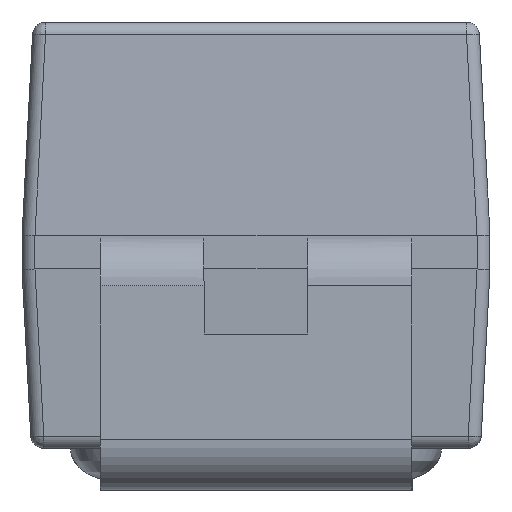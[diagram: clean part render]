
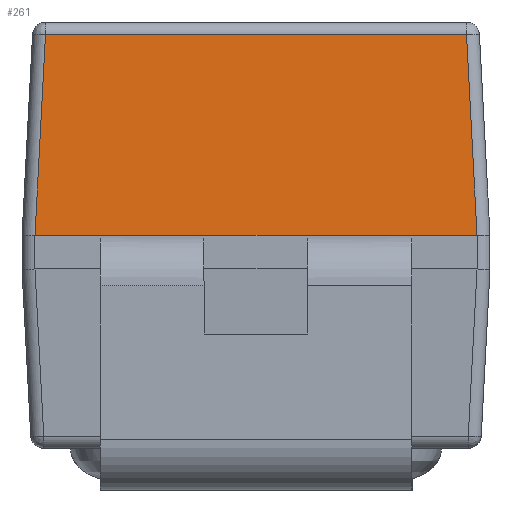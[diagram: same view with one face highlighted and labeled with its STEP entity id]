
A CAD part, left-side view. The second image highlights one B-rep face of the part: STEP entity #261.
In plain terms, the highlighted planar face has unit normal (-0.999, 0, 0.052).
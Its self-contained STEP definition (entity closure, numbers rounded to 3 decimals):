
#261=ADVANCED_FACE('',(#1117),#1119,.T.);
#1117=FACE_BOUND('',#1118,.T.);
#1118=EDGE_LOOP('',(#1877,#1878,#1879,#1880));
#1119=PLANE('',#1120);
#1120=AXIS2_PLACEMENT_3D('',#1121,#1122,#1123);
#1121=CARTESIAN_POINT('',(-1.57,0.9,0.98));
#1122=DIRECTION('',(-0.999,0.,0.052));
#1123=DIRECTION('',(0.,-1.,0.));
#1877=ORIENTED_EDGE('',*,*,#2296,.F.);
#1878=ORIENTED_EDGE('',*,*,#2303,.F.);
#1879=ORIENTED_EDGE('',*,*,#2304,.F.);
#1880=ORIENTED_EDGE('',*,*,#2288,.T.);
#2288=EDGE_CURVE('',#2541,#2527,#2542,.T.);
#2296=EDGE_CURVE('',#2535,#2527,#2553,.T.);
#2303=EDGE_CURVE('',#2562,#2535,#2564,.T.);
#2304=EDGE_CURVE('',#2541,#2562,#2565,.F.);
#2527=VERTEX_POINT('',#2964);
#2535=VERTEX_POINT('',#2984);
#2541=VERTEX_POINT('',#3002);
#2542=LINE('',#3003,#3004);
#2553=LINE('',#3032,#3033);
#2562=VERTEX_POINT('',#3054);
#2564=LINE('',#3059,#3060);
#2565=LINE('',#3062,#3063);
#2964=CARTESIAN_POINT('',(-1.53,-0.81,1.753));
#2984=CARTESIAN_POINT('',(-1.53,0.81,1.753));
#3002=CARTESIAN_POINT('',(-1.57,-0.85,0.98));
#3003=CARTESIAN_POINT('',(-1.57,-0.85,0.98));
#3004=VECTOR('',#3005,1.);
#3005=DIRECTION('',(0.052,0.052,0.997));
#3032=CARTESIAN_POINT('',(-1.53,0.81,1.753));
#3033=VECTOR('',#3034,1.);
#3034=DIRECTION('',(0.,-1.,0.));
#3054=CARTESIAN_POINT('',(-1.57,0.85,0.98));
#3059=CARTESIAN_POINT('',(-1.57,0.85,0.98));
#3060=VECTOR('',#3061,1.);
#3061=DIRECTION('',(0.052,-0.052,0.997));
#3062=CARTESIAN_POINT('',(-1.57,0.85,0.98));
#3063=VECTOR('',#3064,1.);
#3064=DIRECTION('',(0.,-1.,0.));
